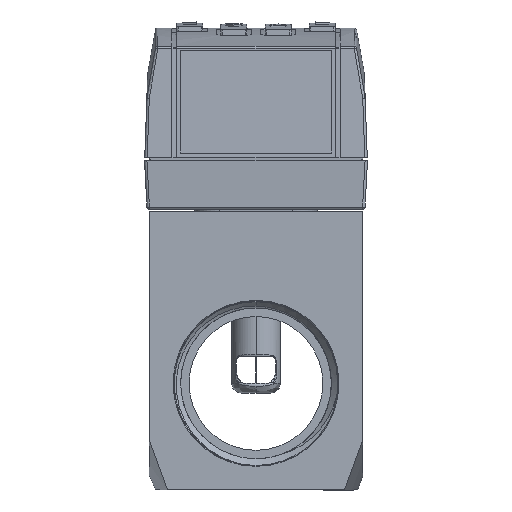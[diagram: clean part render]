
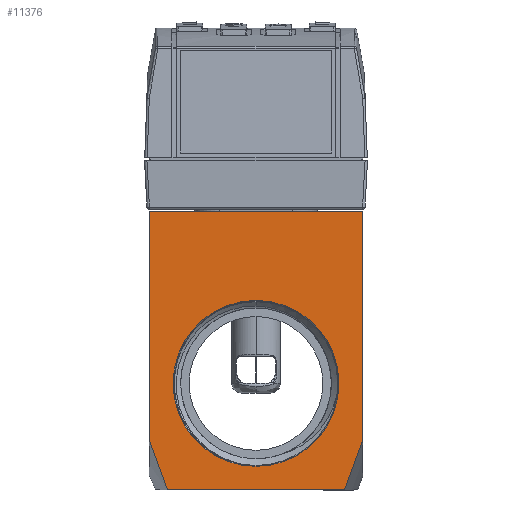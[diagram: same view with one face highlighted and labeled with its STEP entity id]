
A CAD part, front view. The second image highlights one B-rep face of the part: STEP entity #11376.
In plain terms, the highlighted planar face has unit normal (0, -1, 0).
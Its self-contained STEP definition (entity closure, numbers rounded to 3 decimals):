
#185 = CIRCLE ( 'NONE', #13547, 16.923 ) ;
#314 = DIRECTION ( 'NONE',  ( 0., 1., 0. ) ) ;
#608 = CARTESIAN_POINT ( 'NONE',  ( 21.75, -53.5, -11.732 ) ) ;
#692 = CARTESIAN_POINT ( 'NONE',  ( 21.75, -53.5, 35. ) ) ;
#849 = ORIENTED_EDGE ( 'NONE', *, *, #17311, .T. ) ;
#1256 = CARTESIAN_POINT ( 'NONE',  ( -21.75, -53.5, 0. ) ) ;
#1519 = CARTESIAN_POINT ( 'NONE',  ( -18.071, -53.5, -21.75 ) ) ;
#2270 = VERTEX_POINT ( 'NONE', #14776 ) ;
#2347 = CARTESIAN_POINT ( 'NONE',  ( 19.298, -53.5, -18.411 ) ) ;
#2356 = EDGE_CURVE ( 'NONE', #2270, #18904, #5027, .T. ) ;
#2408 = VECTOR ( 'NONE', #16845, 1000. ) ;
#2529 = ORIENTED_EDGE ( 'NONE', *, *, #3349, .T. ) ;
#2617 = DIRECTION ( 'NONE',  ( 0., -1., 0. ) ) ;
#3263 = CARTESIAN_POINT ( 'NONE',  ( -20.524, -53.5, -15.072 ) ) ;
#3349 = EDGE_CURVE ( 'NONE', #14857, #2270, #6306, .T. ) ;
#3937 = ORIENTED_EDGE ( 'NONE', *, *, #13146, .T. ) ;
#4208 = CARTESIAN_POINT ( 'NONE',  ( 0., -53.5, -21.75 ) ) ;
#4333 = DIRECTION ( 'NONE',  ( 1., 0., 0. ) ) ;
#4558 = CARTESIAN_POINT ( 'NONE',  ( 18.071, -53.5, -21.75 ) ) ;
#4754 = LINE ( 'NONE', #1256, #12306 ) ;
#4877 = CARTESIAN_POINT ( 'NONE',  ( 0., -53.5, 0. ) ) ;
#5027 = B_SPLINE_CURVE_WITH_KNOTS ( 'NONE', 3,
 ( #4558, #2347, #9451, #608 ),
 .UNSPECIFIED., .F., .F.,
 ( 4, 4 ),
 ( 0., 0.011 ),
 .UNSPECIFIED. ) ;
#5109 = DIRECTION ( 'NONE',  ( 0., 1., 0. ) ) ;
#5888 = VERTEX_POINT ( 'NONE', #6497 ) ;
#5914 = EDGE_CURVE ( 'NONE', #21913, #13989, #4754, .T. ) ;
#6169 = LINE ( 'NONE', #692, #2408 ) ;
#6306 = LINE ( 'NONE', #4208, #18207 ) ;
#6466 = CIRCLE ( 'NONE', #12414, 16.923 ) ;
#6497 = CARTESIAN_POINT ( 'NONE',  ( 0., -53.5, -16.923 ) ) ;
#6921 = CARTESIAN_POINT ( 'NONE',  ( -21.75, -53.5, -11.732 ) ) ;
#7503 = ORIENTED_EDGE ( 'NONE', *, *, #8618, .T. ) ;
#7802 = CARTESIAN_POINT ( 'NONE',  ( -18.071, -53.5, -21.75 ) ) ;
#7860 = CARTESIAN_POINT ( 'NONE',  ( 0., -53.5, 0. ) ) ;
#8023 = EDGE_CURVE ( 'NONE', #18904, #15379, #17694, .T. ) ;
#8307 = ORIENTED_EDGE ( 'NONE', *, *, #5914, .T. ) ;
#8361 = DIRECTION ( 'NONE',  ( 0., 0., -1. ) ) ;
#8493 = DIRECTION ( 'NONE',  ( 0., 0., -1. ) ) ;
#8618 = EDGE_CURVE ( 'NONE', #5888, #20056, #6466, .T. ) ;
#8765 = DIRECTION ( 'NONE',  ( 0., 0., 1. ) ) ;
#9451 = CARTESIAN_POINT ( 'NONE',  ( 20.524, -53.5, -15.072 ) ) ;
#10002 = EDGE_LOOP ( 'NONE', ( #8307, #849, #2529, #15177, #13549, #19316 ) ) ;
#10251 = CARTESIAN_POINT ( 'NONE',  ( -19.298, -53.5, -18.411 ) ) ;
#11109 = B_SPLINE_CURVE_WITH_KNOTS ( 'NONE', 3,
 ( #22901, #3263, #10251, #1519 ),
 .UNSPECIFIED., .F., .F.,
 ( 4, 4 ),
 ( 0., 0.011 ),
 .UNSPECIFIED. ) ;
#11376 = ADVANCED_FACE ( 'NONE', ( #21894, #14578 ), #15041, .T. ) ;
#11667 = VECTOR ( 'NONE', #8765, 1000. ) ;
#12306 = VECTOR ( 'NONE', #8361, 1000. ) ;
#12405 = AXIS2_PLACEMENT_3D ( 'NONE', #7860, #2617, #13075 ) ;
#12414 = AXIS2_PLACEMENT_3D ( 'NONE', #19942, #314, #18546 ) ;
#13056 = EDGE_CURVE ( 'NONE', #15379, #21913, #6169, .T. ) ;
#13075 = DIRECTION ( 'NONE',  ( -1., 0., 0. ) ) ;
#13107 = CARTESIAN_POINT ( 'NONE',  ( 21.75, -53.5, 35. ) ) ;
#13146 = EDGE_CURVE ( 'NONE', #20056, #5888, #185, .T. ) ;
#13335 = CARTESIAN_POINT ( 'NONE',  ( 21.75, -53.5, -11.732 ) ) ;
#13547 = AXIS2_PLACEMENT_3D ( 'NONE', #4877, #5109, #8493 ) ;
#13549 = ORIENTED_EDGE ( 'NONE', *, *, #8023, .T. ) ;
#13989 = VERTEX_POINT ( 'NONE', #6921 ) ;
#14578 = FACE_OUTER_BOUND ( 'NONE', #10002, .T. ) ;
#14776 = CARTESIAN_POINT ( 'NONE',  ( 18.071, -53.5, -21.75 ) ) ;
#14857 = VERTEX_POINT ( 'NONE', #7802 ) ;
#15041 = PLANE ( 'NONE',  #12405 ) ;
#15177 = ORIENTED_EDGE ( 'NONE', *, *, #2356, .T. ) ;
#15379 = VERTEX_POINT ( 'NONE', #13107 ) ;
#15829 = CARTESIAN_POINT ( 'NONE',  ( 0., -53.5, 16.923 ) ) ;
#16845 = DIRECTION ( 'NONE',  ( -1., 0., 0. ) ) ;
#17311 = EDGE_CURVE ( 'NONE', #13989, #14857, #11109, .T. ) ;
#17456 = CARTESIAN_POINT ( 'NONE',  ( -21.75, -53.5, 35. ) ) ;
#17694 = LINE ( 'NONE', #19421, #11667 ) ;
#17955 = EDGE_LOOP ( 'NONE', ( #7503, #3937 ) ) ;
#18207 = VECTOR ( 'NONE', #4333, 1000. ) ;
#18546 = DIRECTION ( 'NONE',  ( 0., 0., -1. ) ) ;
#18904 = VERTEX_POINT ( 'NONE', #13335 ) ;
#19316 = ORIENTED_EDGE ( 'NONE', *, *, #13056, .T. ) ;
#19421 = CARTESIAN_POINT ( 'NONE',  ( 21.75, -53.5, 0. ) ) ;
#19942 = CARTESIAN_POINT ( 'NONE',  ( 0., -53.5, 0. ) ) ;
#20056 = VERTEX_POINT ( 'NONE', #15829 ) ;
#21894 = FACE_BOUND ( 'NONE', #17955, .T. ) ;
#21913 = VERTEX_POINT ( 'NONE', #17456 ) ;
#22901 = CARTESIAN_POINT ( 'NONE',  ( -21.75, -53.5, -11.732 ) ) ;
